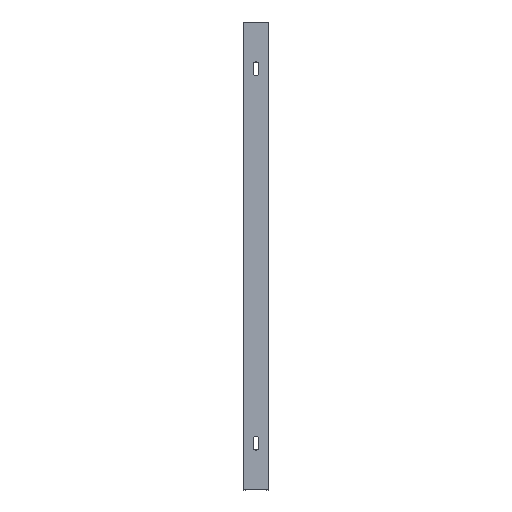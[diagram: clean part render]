
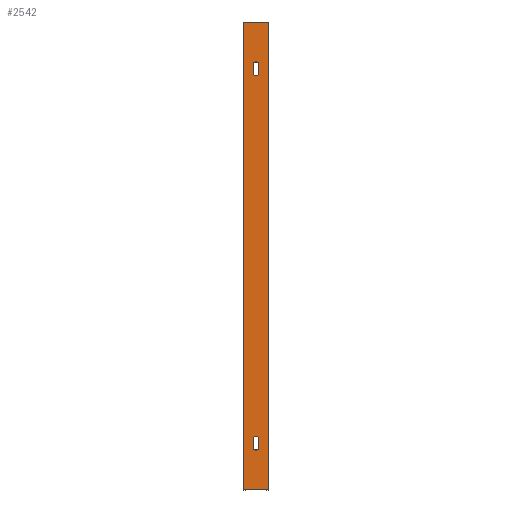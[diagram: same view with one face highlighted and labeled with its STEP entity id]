
A CAD part, top view. The second image highlights one B-rep face of the part: STEP entity #2542.
In plain terms, the highlighted planar face has unit normal (0, 0, 1).
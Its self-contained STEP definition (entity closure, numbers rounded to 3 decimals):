
#17=FACE_BOUND('',#361,.T.);
#18=FACE_BOUND('',#362,.T.);
#25=CIRCLE('',#2619,1.55);
#27=CIRCLE('',#2623,1.55);
#33=CIRCLE('',#2632,1.55);
#34=CIRCLE('',#2635,1.55);
#236=FACE_OUTER_BOUND('',#360,.T.);
#360=EDGE_LOOP('',(#1989,#1990,#1991,#1992));
#361=EDGE_LOOP('',(#1993,#1994,#1995,#1996));
#362=EDGE_LOOP('',(#1997,#1998,#1999,#2000));
#424=LINE('',#3567,#692);
#428=LINE('',#3578,#696);
#443=LINE('',#3618,#711);
#446=LINE('',#3625,#714);
#469=LINE('',#3706,#737);
#494=LINE('',#3816,#762);
#558=LINE('',#3968,#826);
#559=LINE('',#3970,#827);
#692=VECTOR('',#2867,10.);
#696=VECTOR('',#2879,10.);
#711=VECTOR('',#2910,10.);
#714=VECTOR('',#2919,10.);
#737=VECTOR('',#2990,10.);
#762=VECTOR('',#3077,10.);
#826=VECTOR('',#3265,10.);
#827=VECTOR('',#3268,10.);
#957=VERTEX_POINT('',#3557);
#958=VERTEX_POINT('',#3558);
#961=VERTEX_POINT('',#3566);
#963=VERTEX_POINT('',#3572);
#979=VERTEX_POINT('',#3611);
#980=VERTEX_POINT('',#3612);
#981=VERTEX_POINT('',#3617);
#982=VERTEX_POINT('',#3621);
#1015=VERTEX_POINT('',#3703);
#1016=VERTEX_POINT('',#3705);
#1069=VERTEX_POINT('',#3813);
#1070=VERTEX_POINT('',#3815);
#1202=EDGE_CURVE('',#957,#958,#25,.T.);
#1206=EDGE_CURVE('',#961,#957,#424,.T.);
#1209=EDGE_CURVE('',#963,#961,#27,.T.);
#1212=EDGE_CURVE('',#958,#963,#428,.T.);
#1229=EDGE_CURVE('',#979,#980,#33,.T.);
#1232=EDGE_CURVE('',#980,#981,#443,.T.);
#1234=EDGE_CURVE('',#981,#982,#34,.T.);
#1236=EDGE_CURVE('',#982,#979,#446,.T.);
#1276=EDGE_CURVE('',#1015,#1016,#469,.T.);
#1331=EDGE_CURVE('',#1069,#1070,#494,.T.);
#1410=EDGE_CURVE('',#1016,#1069,#558,.T.);
#1411=EDGE_CURVE('',#1070,#1015,#559,.T.);
#1989=ORIENTED_EDGE('',*,*,#1410,.F.);
#1990=ORIENTED_EDGE('',*,*,#1276,.F.);
#1991=ORIENTED_EDGE('',*,*,#1411,.F.);
#1992=ORIENTED_EDGE('',*,*,#1331,.F.);
#1993=ORIENTED_EDGE('',*,*,#1202,.T.);
#1994=ORIENTED_EDGE('',*,*,#1212,.T.);
#1995=ORIENTED_EDGE('',*,*,#1209,.T.);
#1996=ORIENTED_EDGE('',*,*,#1206,.T.);
#1997=ORIENTED_EDGE('',*,*,#1234,.T.);
#1998=ORIENTED_EDGE('',*,*,#1236,.T.);
#1999=ORIENTED_EDGE('',*,*,#1229,.T.);
#2000=ORIENTED_EDGE('',*,*,#1232,.T.);
#2304=PLANE('',#2761);
#2542=ADVANCED_FACE('',(#236,#17,#18),#2304,.T.);
#2619=AXIS2_PLACEMENT_3D('',#3559,#2859,#2860);
#2623=AXIS2_PLACEMENT_3D('',#3573,#2872,#2873);
#2632=AXIS2_PLACEMENT_3D('',#3613,#2904,#2905);
#2635=AXIS2_PLACEMENT_3D('',#3622,#2914,#2915);
#2761=AXIS2_PLACEMENT_3D('',#3978,#3282,#3283);
#2859=DIRECTION('center_axis',(0.,0.,-1.));
#2860=DIRECTION('ref_axis',(1.,0.,0.));
#2867=DIRECTION('',(0.,1.,0.));
#2872=DIRECTION('center_axis',(0.,0.,-1.));
#2873=DIRECTION('ref_axis',(-1.,0.,0.));
#2879=DIRECTION('',(0.,-1.,0.));
#2904=DIRECTION('center_axis',(0.,0.,-1.));
#2905=DIRECTION('ref_axis',(1.,0.,0.));
#2910=DIRECTION('',(0.,1.,0.));
#2914=DIRECTION('center_axis',(0.,0.,-1.));
#2915=DIRECTION('ref_axis',(-1.,0.,0.));
#2919=DIRECTION('',(0.,-1.,0.));
#2990=DIRECTION('',(-1.,0.,0.));
#3077=DIRECTION('',(1.,0.,0.));
#3265=DIRECTION('',(0.,1.,0.));
#3268=DIRECTION('',(0.,-1.,0.));
#3282=DIRECTION('center_axis',(0.,0.,1.));
#3283=DIRECTION('ref_axis',(1.,0.,0.));
#3557=CARTESIAN_POINT('',(-1.55,123.,0.));
#3558=CARTESIAN_POINT('',(1.55,123.,0.));
#3559=CARTESIAN_POINT('Origin',(0.,123.,0.));
#3566=CARTESIAN_POINT('',(-1.55,117.,0.));
#3567=CARTESIAN_POINT('',(-1.55,58.5,0.));
#3572=CARTESIAN_POINT('',(1.55,117.,0.));
#3573=CARTESIAN_POINT('Origin',(0.,117.,0.));
#3578=CARTESIAN_POINT('',(1.55,61.5,0.));
#3611=CARTESIAN_POINT('',(1.55,-123.,0.));
#3612=CARTESIAN_POINT('',(-1.55,-123.,0.));
#3613=CARTESIAN_POINT('Origin',(0.,-123.,0.));
#3617=CARTESIAN_POINT('',(-1.55,-117.,0.));
#3618=CARTESIAN_POINT('',(-1.55,-58.5,0.));
#3621=CARTESIAN_POINT('',(1.55,-117.,0.));
#3622=CARTESIAN_POINT('Origin',(0.,-117.,0.));
#3625=CARTESIAN_POINT('',(1.55,-61.5,0.));
#3703=CARTESIAN_POINT('',(8.046,-150.,0.));
#3705=CARTESIAN_POINT('',(-8.046,-150.,0.));
#3706=CARTESIAN_POINT('',(8.046,-150.,0.));
#3813=CARTESIAN_POINT('',(-8.046,150.,0.));
#3815=CARTESIAN_POINT('',(8.046,150.,0.));
#3816=CARTESIAN_POINT('',(8.046,150.,0.));
#3968=CARTESIAN_POINT('',(-8.046,0.,0.));
#3970=CARTESIAN_POINT('',(8.046,0.,0.));
#3978=CARTESIAN_POINT('Origin',(-8.25,0.,0.));
